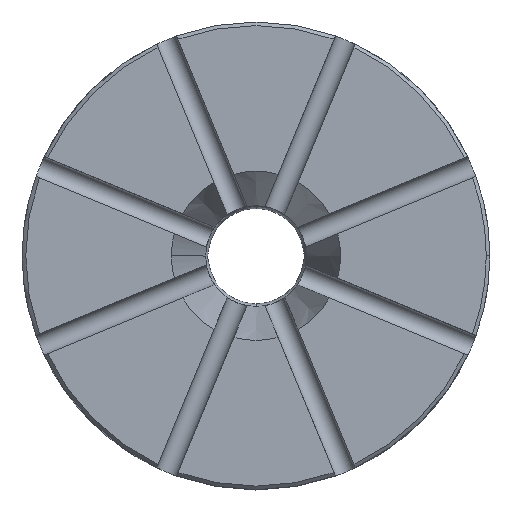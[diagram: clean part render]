
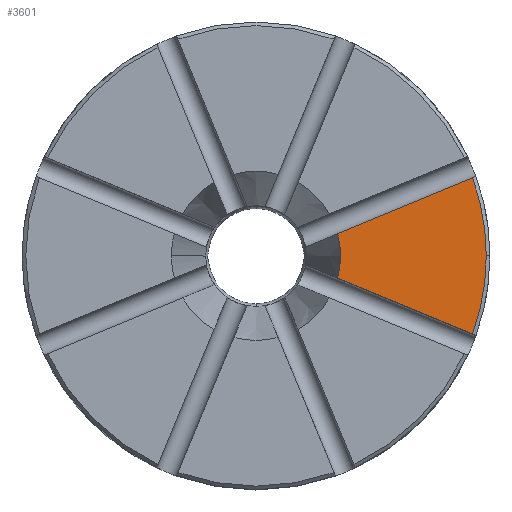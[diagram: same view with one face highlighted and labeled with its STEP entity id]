
A CAD part, top view. The second image highlights one B-rep face of the part: STEP entity #3601.
In plain terms, the highlighted planar face has unit normal (0, 0, 1).
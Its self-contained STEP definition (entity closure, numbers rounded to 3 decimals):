
#62 = AXIS2_PLACEMENT_3D ( 'NONE', #5871, #2057, #2911 ) ;
#206 = EDGE_LOOP ( 'NONE', ( #3605, #1838, #6023, #4848, #759 ) ) ;
#251 = DIRECTION ( 'NONE',  ( 0., 0., 1. ) ) ;
#518 = CARTESIAN_POINT ( 'NONE',  ( 0., 0., 25. ) ) ;
#759 = ORIENTED_EDGE ( 'NONE', *, *, #1224, .F. ) ;
#1092 = VERTEX_POINT ( 'NONE', #5107 ) ;
#1224 = EDGE_CURVE ( 'NONE', #5608, #4959, #1685, .T. ) ;
#1272 = AXIS2_PLACEMENT_3D ( 'NONE', #2823, #3852, #2981 ) ;
#1354 = CARTESIAN_POINT ( 'NONE',  ( 32., 0., 25. ) ) ;
#1538 = EDGE_CURVE ( 'NONE', #1092, #3453, #1891, .T. ) ;
#1618 = DIRECTION ( 'NONE',  ( -0.924, -0.383, 0. ) ) ;
#1685 = CIRCLE ( 'NONE', #6037, 11.75 ) ;
#1838 = ORIENTED_EDGE ( 'NONE', *, *, #1538, .T. ) ;
#1891 = CIRCLE ( 'NONE', #3609, 32. ) ;
#2057 = DIRECTION ( 'NONE',  ( 0., 0., 1. ) ) ;
#2510 = CARTESIAN_POINT ( 'NONE',  ( 11.341, -3.074, 25. ) ) ;
#2620 = LINE ( 'NONE', #6016, #3693 ) ;
#2740 = DIRECTION ( 'NONE',  ( 1., 0., 0. ) ) ;
#2823 = CARTESIAN_POINT ( 'NONE',  ( 0., -11.75, 25. ) ) ;
#2911 = DIRECTION ( 'NONE',  ( 1., 0., 0. ) ) ;
#2981 = DIRECTION ( 'NONE',  ( 1., 0., 0. ) ) ;
#3063 = VERTEX_POINT ( 'NONE', #4339 ) ;
#3126 = CARTESIAN_POINT ( 'NONE',  ( 11.341, 3.074, 25. ) ) ;
#3156 = CARTESIAN_POINT ( 'NONE',  ( 0., 0., 25. ) ) ;
#3309 = PLANE ( 'NONE',  #1272 ) ;
#3390 = DIRECTION ( 'NONE',  ( -1., 0., 0. ) ) ;
#3400 = VECTOR ( 'NONE', #5253, 1000. ) ;
#3453 = VERTEX_POINT ( 'NONE', #1354 ) ;
#3601 = ADVANCED_FACE ( 'NONE', ( #5724 ), #3309, .F. ) ;
#3605 = ORIENTED_EDGE ( 'NONE', *, *, #5486, .F. ) ;
#3609 = AXIS2_PLACEMENT_3D ( 'NONE', #3156, #251, #2740 ) ;
#3693 = VECTOR ( 'NONE', #1618, 1000. ) ;
#3852 = DIRECTION ( 'NONE',  ( 0., 0., -1. ) ) ;
#4081 = EDGE_CURVE ( 'NONE', #3063, #4959, #2620, .T. ) ;
#4339 = CARTESIAN_POINT ( 'NONE',  ( 30.106, 10.847, 25. ) ) ;
#4681 = LINE ( 'NONE', #5189, #3400 ) ;
#4806 = EDGE_CURVE ( 'NONE', #3453, #3063, #4818, .T. ) ;
#4818 = CIRCLE ( 'NONE', #62, 32. ) ;
#4848 = ORIENTED_EDGE ( 'NONE', *, *, #4081, .T. ) ;
#4959 = VERTEX_POINT ( 'NONE', #3126 ) ;
#5107 = CARTESIAN_POINT ( 'NONE',  ( 30.106, -10.847, 25. ) ) ;
#5189 = CARTESIAN_POINT ( 'NONE',  ( 4.728, -0.335, 25. ) ) ;
#5253 = DIRECTION ( 'NONE',  ( -0.924, 0.383, 0. ) ) ;
#5337 = DIRECTION ( 'NONE',  ( 0., 0., 1. ) ) ;
#5486 = EDGE_CURVE ( 'NONE', #1092, #5608, #4681, .T. ) ;
#5608 = VERTEX_POINT ( 'NONE', #2510 ) ;
#5724 = FACE_OUTER_BOUND ( 'NONE', #206, .T. ) ;
#5871 = CARTESIAN_POINT ( 'NONE',  ( 0., 0., 25. ) ) ;
#6016 = CARTESIAN_POINT ( 'NONE',  ( -3.58, -3.107, 25. ) ) ;
#6023 = ORIENTED_EDGE ( 'NONE', *, *, #4806, .T. ) ;
#6037 = AXIS2_PLACEMENT_3D ( 'NONE', #518, #5337, #3390 ) ;
